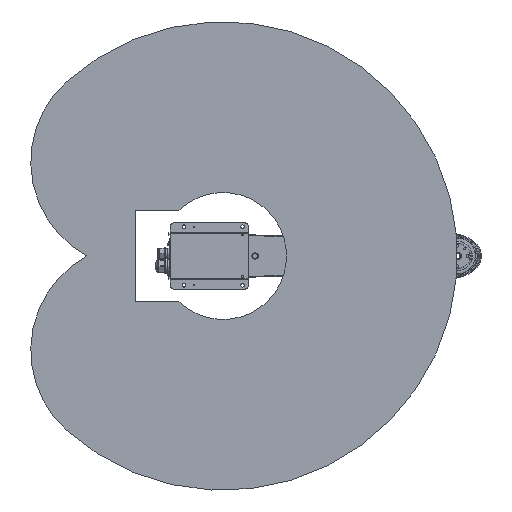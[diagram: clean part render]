
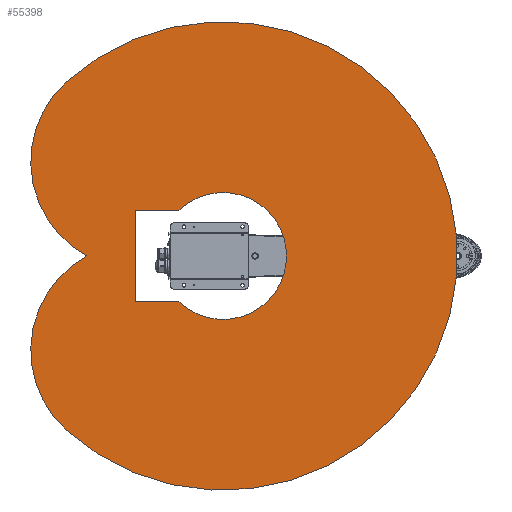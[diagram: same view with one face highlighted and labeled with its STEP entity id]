
A CAD part, front view. The second image highlights one B-rep face of the part: STEP entity #55398.
In plain terms, the highlighted planar face has unit normal (0, -1, 0).
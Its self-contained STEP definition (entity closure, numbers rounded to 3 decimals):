
#2084 = DIRECTION ( 'NONE',  ( 0., 0., 1. ) ) ;
#2100 = ORIENTED_EDGE ( 'NONE', *, *, #23361, .F. ) ;
#2636 = VERTEX_POINT ( 'NONE', #58835 ) ;
#4077 = AXIS2_PLACEMENT_3D ( 'NONE', #71483, #8654, #2084 ) ;
#6247 = DIRECTION ( 'NONE',  ( 1., 0., 0. ) ) ;
#6709 = AXIS2_PLACEMENT_3D ( 'NONE', #62452, #38200, #30429 ) ;
#8654 = DIRECTION ( 'NONE',  ( 0., 1., 0. ) ) ;
#9419 = DIRECTION ( 'NONE',  ( 0., 1., 0. ) ) ;
#11530 = VERTEX_POINT ( 'NONE', #74852 ) ;
#17526 = CARTESIAN_POINT ( 'NONE',  ( 87.43, 0., -117. ) ) ;
#23361 = EDGE_CURVE ( 'NONE', #11530, #47276, #55203, .T. ) ;
#23630 = CARTESIAN_POINT ( 'NONE',  ( 401.478, 0., -445.887 ) ) ;
#25139 = EDGE_CURVE ( 'NONE', #49982, #55379, #58936, .T. ) ;
#25244 = DIRECTION ( 'NONE',  ( 0., 0., 1. ) ) ;
#25652 = FACE_OUTER_BOUND ( 'NONE', #70938, .T. ) ;
#26330 = ORIENTED_EDGE ( 'NONE', *, *, #51285, .F. ) ;
#26463 = CARTESIAN_POINT ( 'NONE',  ( 225., 0., -117. ) ) ;
#27697 = CARTESIAN_POINT ( 'NONE',  ( 225., 0., -117. ) ) ;
#29117 = EDGE_LOOP ( 'NONE', ( #67704, #44829, #75618, #51630 ) ) ;
#30088 = LINE ( 'NONE', #31684, #51728 ) ;
#30310 = AXIS2_PLACEMENT_3D ( 'NONE', #51134, #31827, #25244 ) ;
#30429 = DIRECTION ( 'NONE',  ( 0., 0., 1. ) ) ;
#31684 = CARTESIAN_POINT ( 'NONE',  ( 0., 0., 117. ) ) ;
#31827 = DIRECTION ( 'NONE',  ( 0., 1., 0. ) ) ;
#32084 = VECTOR ( 'NONE', #63869, 1000. ) ;
#33764 = DIRECTION ( 'NONE',  ( 0., 1., 0. ) ) ;
#34470 = DIRECTION ( 'NONE',  ( 0., 0., 1. ) ) ;
#34568 = VECTOR ( 'NONE', #36036, 1000. ) ;
#36036 = DIRECTION ( 'NONE',  ( -1., 0., 0. ) ) ;
#36059 = EDGE_CURVE ( 'NONE', #55379, #2636, #42208, .T. ) ;
#38000 = AXIS2_PLACEMENT_3D ( 'NONE', #46089, #33764, #65391 ) ;
#38200 = DIRECTION ( 'NONE',  ( 0., 1., 0. ) ) ;
#38915 = VERTEX_POINT ( 'NONE', #66775 ) ;
#39281 = AXIS2_PLACEMENT_3D ( 'NONE', #40650, #9419, #34470 ) ;
#40650 = CARTESIAN_POINT ( 'NONE',  ( 217.467, 0., -241.522 ) ) ;
#42146 = CIRCLE ( 'NONE', #6709, 600. ) ;
#42208 = LINE ( 'NONE', #17526, #34568 ) ;
#42864 = EDGE_CURVE ( 'NONE', #64710, #11530, #42146, .T. ) ;
#44829 = ORIENTED_EDGE ( 'NONE', *, *, #36059, .T. ) ;
#46089 = CARTESIAN_POINT ( 'NONE',  ( 0., 0., 0. ) ) ;
#47176 = CIRCLE ( 'NONE', #38000, 162.6 ) ;
#47276 = VERTEX_POINT ( 'NONE', #54378 ) ;
#49982 = VERTEX_POINT ( 'NONE', #79029 ) ;
#50726 = FACE_BOUND ( 'NONE', #29117, .T. ) ;
#51112 = CIRCLE ( 'NONE', #39281, 275. ) ;
#51134 = CARTESIAN_POINT ( 'NONE',  ( 0., 0., 0. ) ) ;
#51285 = EDGE_CURVE ( 'NONE', #47276, #64710, #51112, .T. ) ;
#51630 = ORIENTED_EDGE ( 'NONE', *, *, #72511, .T. ) ;
#51728 = VECTOR ( 'NONE', #6247, 1000. ) ;
#54378 = CARTESIAN_POINT ( 'NONE',  ( 348.967, 0., 0. ) ) ;
#55203 = CIRCLE ( 'NONE', #4077, 275. ) ;
#55379 = VERTEX_POINT ( 'NONE', #26463 ) ;
#55398 = ADVANCED_FACE ( 'NONE', ( #25652, #50726 ), #62663, .F. ) ;
#58835 = CARTESIAN_POINT ( 'NONE',  ( 112.915, 0., -117. ) ) ;
#58936 = LINE ( 'NONE', #27697, #32084 ) ;
#62452 = CARTESIAN_POINT ( 'NONE',  ( 0., 0., 0. ) ) ;
#62663 = PLANE ( 'NONE',  #30310 ) ;
#63869 = DIRECTION ( 'NONE',  ( 0., 0., -1. ) ) ;
#64710 = VERTEX_POINT ( 'NONE', #23630 ) ;
#65391 = DIRECTION ( 'NONE',  ( 0., 0., 1. ) ) ;
#65626 = ORIENTED_EDGE ( 'NONE', *, *, #42864, .F. ) ;
#66775 = CARTESIAN_POINT ( 'NONE',  ( 112.915, 0., 117. ) ) ;
#67704 = ORIENTED_EDGE ( 'NONE', *, *, #25139, .T. ) ;
#70938 = EDGE_LOOP ( 'NONE', ( #2100, #65626, #26330 ) ) ;
#71483 = CARTESIAN_POINT ( 'NONE',  ( 217.467, 0., 241.522 ) ) ;
#72511 = EDGE_CURVE ( 'NONE', #38915, #49982, #30088, .T. ) ;
#74852 = CARTESIAN_POINT ( 'NONE',  ( 401.478, 0., 445.887 ) ) ;
#75618 = ORIENTED_EDGE ( 'NONE', *, *, #80404, .T. ) ;
#79029 = CARTESIAN_POINT ( 'NONE',  ( 225., 0., 117. ) ) ;
#80404 = EDGE_CURVE ( 'NONE', #2636, #38915, #47176, .T. ) ;
